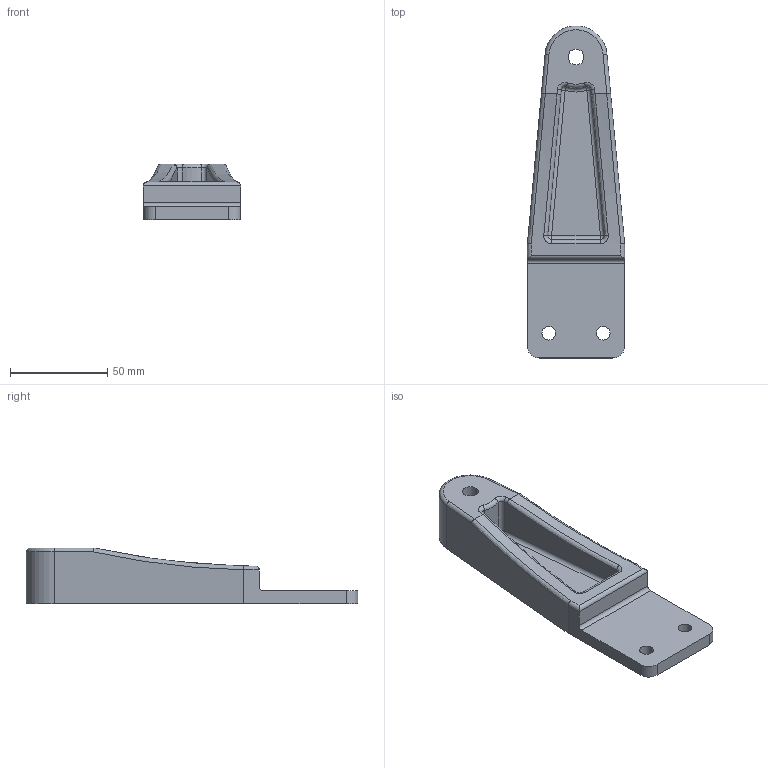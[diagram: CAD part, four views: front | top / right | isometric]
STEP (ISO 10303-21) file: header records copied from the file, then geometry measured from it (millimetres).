
FILE_DESCRIPTION (( 'STEP AP203' ), '1' );
FILE_NAME ('Spool Holder Bracket 2.STEP', '2015-04-25T22:24:50', ( '' ), ( '' ), 'SwSTEP 2.0', 'SolidWorks 2013', '' );
FILE_SCHEMA (( 'CONFIG_CONTROL_DESIGN' ));
Length unit declared in the file: millimetre
Products named in the file (1): Spool Holder Bracket 2
Bounding box: 50 x 170.74 x 28.8 mm (x, y, z)
Volume: 99830.4 mm3; surface area: 25975.5 mm2
Topology: 1 solids, 1 shells, 57 faces, 147 edges, 88 vertices
Faces by surface type: cylinder 26, plane 13, torus 7, bspline 6, sphere 5
Entity records: 2072 total; most frequent: CARTESIAN_POINT 674, ORIENTED_EDGE 282, DIRECTION 275, EDGE_CURVE 141, AXIS2_PLACEMENT_3D 109, VERTEX_POINT 86, EDGE_LOOP 63, ADVANCED_FACE 57
